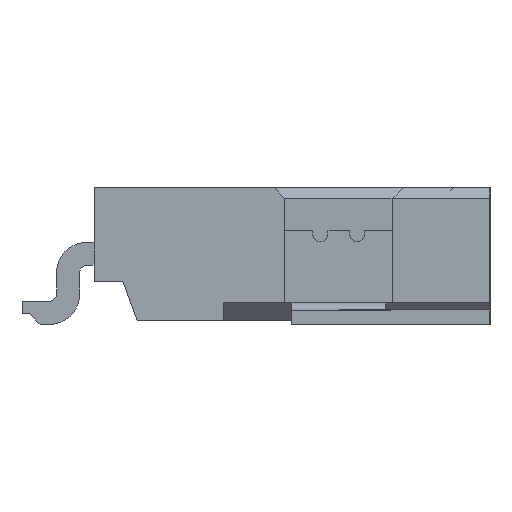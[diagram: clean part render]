
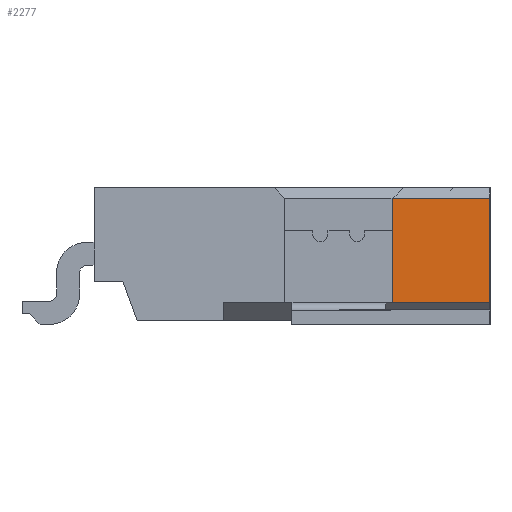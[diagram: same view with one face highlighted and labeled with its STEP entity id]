
A CAD part, left-side view. The second image highlights one B-rep face of the part: STEP entity #2277.
In plain terms, the highlighted planar face has unit normal (-1, 0, 0).
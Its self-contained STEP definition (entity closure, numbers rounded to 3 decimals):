
#95 = PLANE('',#96);
#96 = AXIS2_PLACEMENT_3D('',#97,#98,#99);
#97 = CARTESIAN_POINT('',(-9.565,-0.925,2.75));
#98 = DIRECTION('',(0.,0.,1.));
#99 = DIRECTION('',(-1.,0.,0.));
#539 = PLANE('',#540);
#540 = AXIS2_PLACEMENT_3D('',#541,#542,#543);
#541 = CARTESIAN_POINT('',(0.,-0.675,0.));
#542 = DIRECTION('',(0.,-1.,0.));
#543 = DIRECTION('',(1.,0.,0.));
#630 = VERTEX_POINT('',#631);
#631 = CARTESIAN_POINT('',(-10.43,0.775,2.75));
#645 = PLANE('',#646);
#646 = AXIS2_PLACEMENT_3D('',#647,#648,#649);
#647 = CARTESIAN_POINT('',(-10.355,0.85,2.075));
#648 = DIRECTION('',(-0.707,0.707,0.));
#649 = DIRECTION('',(-0.707,-0.707,0.));
#657 = EDGE_CURVE('',#630,#658,#660,.T.);
#658 = VERTEX_POINT('',#659);
#659 = CARTESIAN_POINT('',(-10.43,-0.675,2.75));
#660 = SURFACE_CURVE('',#661,(#665,#672),.PCURVE_S1.);
#661 = LINE('',#662,#663);
#662 = CARTESIAN_POINT('',(-10.43,0.775,2.75));
#663 = VECTOR('',#664,1.);
#664 = DIRECTION('',(0.,-1.,0.));
#665 = PCURVE('',#95,#666);
#666 = DEFINITIONAL_REPRESENTATION('',(#667),#671);
#667 = LINE('',#668,#669);
#668 = CARTESIAN_POINT('',(0.865,-1.7));
#669 = VECTOR('',#670,1.);
#670 = DIRECTION('',(0.,1.));
#671 = ( GEOMETRIC_REPRESENTATION_CONTEXT(2) 
PARAMETRIC_REPRESENTATION_CONTEXT() REPRESENTATION_CONTEXT('2D SPACE',''
  ) );
#672 = PCURVE('',#673,#678);
#673 = PLANE('',#674);
#674 = AXIS2_PLACEMENT_3D('',#675,#676,#677);
#675 = CARTESIAN_POINT('',(-10.43,-0.925,2.75));
#676 = DIRECTION('',(-1.,0.,0.));
#677 = DIRECTION('',(0.,0.,-1.));
#678 = DEFINITIONAL_REPRESENTATION('',(#679),#683);
#679 = LINE('',#680,#681);
#680 = CARTESIAN_POINT('',(0.,-1.7));
#681 = VECTOR('',#682,1.);
#682 = DIRECTION('',(0.,1.));
#683 = ( GEOMETRIC_REPRESENTATION_CONTEXT(2) 
PARAMETRIC_REPRESENTATION_CONTEXT() REPRESENTATION_CONTEXT('2D SPACE',''
  ) );
#2277 = ADVANCED_FACE('',(#2278),#673,.T.);
#2278 = FACE_BOUND('',#2279,.T.);
#2279 = EDGE_LOOP('',(#2280,#2281,#2304,#2332));
#2280 = ORIENTED_EDGE('',*,*,#657,.F.);
#2281 = ORIENTED_EDGE('',*,*,#2282,.F.);
#2282 = EDGE_CURVE('',#2283,#630,#2285,.T.);
#2283 = VERTEX_POINT('',#2284);
#2284 = CARTESIAN_POINT('',(-10.43,0.775,1.4));
#2285 = SURFACE_CURVE('',#2286,(#2290,#2297),.PCURVE_S1.);
#2286 = LINE('',#2287,#2288);
#2287 = CARTESIAN_POINT('',(-10.43,0.775,1.4));
#2288 = VECTOR('',#2289,1.);
#2289 = DIRECTION('',(0.,0.,1.));
#2290 = PCURVE('',#673,#2291);
#2291 = DEFINITIONAL_REPRESENTATION('',(#2292),#2296);
#2292 = LINE('',#2293,#2294);
#2293 = CARTESIAN_POINT('',(1.35,-1.7));
#2294 = VECTOR('',#2295,1.);
#2295 = DIRECTION('',(-1.,0.));
#2296 = ( GEOMETRIC_REPRESENTATION_CONTEXT(2) 
PARAMETRIC_REPRESENTATION_CONTEXT() REPRESENTATION_CONTEXT('2D SPACE',''
  ) );
#2297 = PCURVE('',#645,#2298);
#2298 = DEFINITIONAL_REPRESENTATION('',(#2299),#2303);
#2299 = LINE('',#2300,#2301);
#2300 = CARTESIAN_POINT('',(0.106,-0.675));
#2301 = VECTOR('',#2302,1.);
#2302 = DIRECTION('',(0.,1.));
#2303 = ( GEOMETRIC_REPRESENTATION_CONTEXT(2) 
PARAMETRIC_REPRESENTATION_CONTEXT() REPRESENTATION_CONTEXT('2D SPACE',''
  ) );
#2304 = ORIENTED_EDGE('',*,*,#2305,.T.);
#2305 = EDGE_CURVE('',#2283,#2306,#2308,.T.);
#2306 = VERTEX_POINT('',#2307);
#2307 = CARTESIAN_POINT('',(-10.43,-0.675,1.4));
#2308 = SURFACE_CURVE('',#2309,(#2313,#2320),.PCURVE_S1.);
#2309 = LINE('',#2310,#2311);
#2310 = CARTESIAN_POINT('',(-10.43,0.775,1.4));
#2311 = VECTOR('',#2312,1.);
#2312 = DIRECTION('',(0.,-1.,0.));
#2313 = PCURVE('',#673,#2314);
#2314 = DEFINITIONAL_REPRESENTATION('',(#2315),#2319);
#2315 = LINE('',#2316,#2317);
#2316 = CARTESIAN_POINT('',(1.35,-1.7));
#2317 = VECTOR('',#2318,1.);
#2318 = DIRECTION('',(0.,1.));
#2319 = ( GEOMETRIC_REPRESENTATION_CONTEXT(2) 
PARAMETRIC_REPRESENTATION_CONTEXT() REPRESENTATION_CONTEXT('2D SPACE',''
  ) );
#2320 = PCURVE('',#2321,#2326);
#2321 = PLANE('',#2322);
#2322 = AXIS2_PLACEMENT_3D('',#2323,#2324,#2325);
#2323 = CARTESIAN_POINT('',(-10.43,-0.925,1.4));
#2324 = DIRECTION('',(0.,0.,-1.));
#2325 = DIRECTION('',(1.,0.,0.));
#2326 = DEFINITIONAL_REPRESENTATION('',(#2327),#2331);
#2327 = LINE('',#2328,#2329);
#2328 = CARTESIAN_POINT('',(0.,-1.7));
#2329 = VECTOR('',#2330,1.);
#2330 = DIRECTION('',(0.,1.));
#2331 = ( GEOMETRIC_REPRESENTATION_CONTEXT(2) 
PARAMETRIC_REPRESENTATION_CONTEXT() REPRESENTATION_CONTEXT('2D SPACE',''
  ) );
#2332 = ORIENTED_EDGE('',*,*,#2333,.F.);
#2333 = EDGE_CURVE('',#658,#2306,#2334,.T.);
#2334 = SURFACE_CURVE('',#2335,(#2339,#2346),.PCURVE_S1.);
#2335 = LINE('',#2336,#2337);
#2336 = CARTESIAN_POINT('',(-10.43,-0.675,2.75));
#2337 = VECTOR('',#2338,1.);
#2338 = DIRECTION('',(0.,0.,-1.));
#2339 = PCURVE('',#673,#2340);
#2340 = DEFINITIONAL_REPRESENTATION('',(#2341),#2345);
#2341 = LINE('',#2342,#2343);
#2342 = CARTESIAN_POINT('',(0.,-0.25));
#2343 = VECTOR('',#2344,1.);
#2344 = DIRECTION('',(1.,0.));
#2345 = ( GEOMETRIC_REPRESENTATION_CONTEXT(2) 
PARAMETRIC_REPRESENTATION_CONTEXT() REPRESENTATION_CONTEXT('2D SPACE',''
  ) );
#2346 = PCURVE('',#539,#2347);
#2347 = DEFINITIONAL_REPRESENTATION('',(#2348),#2352);
#2348 = LINE('',#2349,#2350);
#2349 = CARTESIAN_POINT('',(-10.43,2.75));
#2350 = VECTOR('',#2351,1.);
#2351 = DIRECTION('',(0.,-1.));
#2352 = ( GEOMETRIC_REPRESENTATION_CONTEXT(2) 
PARAMETRIC_REPRESENTATION_CONTEXT() REPRESENTATION_CONTEXT('2D SPACE',''
  ) );
